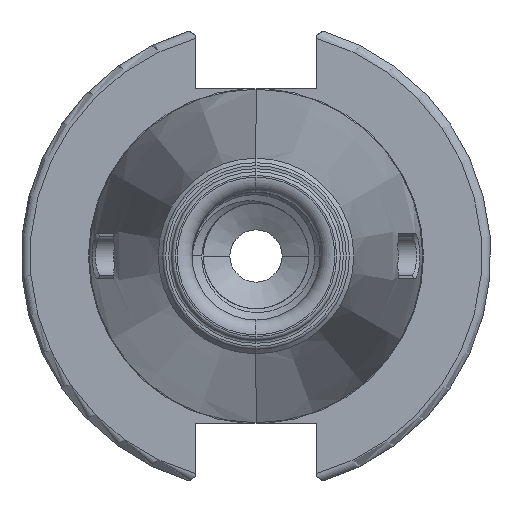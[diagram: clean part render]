
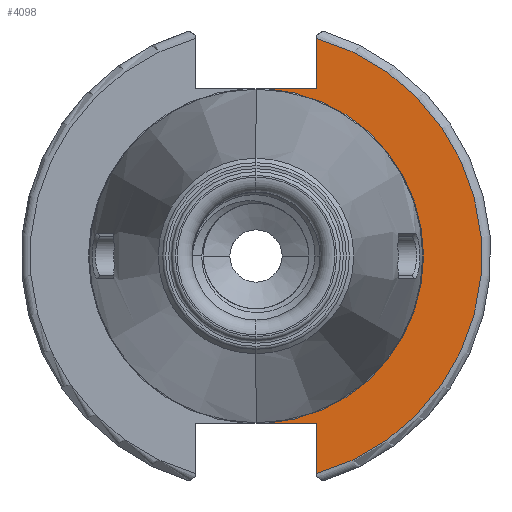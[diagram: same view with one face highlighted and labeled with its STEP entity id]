
A CAD part, left-side view. The second image highlights one B-rep face of the part: STEP entity #4098.
In plain terms, the highlighted planar face has unit normal (-1, 0, 0).
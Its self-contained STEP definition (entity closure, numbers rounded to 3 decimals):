
#3193 = PLANE ( 'NONE',  #5993 ) ;
#3194 = CARTESIAN_POINT ( 'NONE',  ( -5., 22.398, 0. ) ) ;
#3195 = DIRECTION ( 'NONE',  ( 1., 0., 0. ) ) ;
#3196 = DIRECTION ( 'NONE',  ( 0., 0., -1. ) ) ;
#3456 = CARTESIAN_POINT ( 'NONE',  ( -5., 0., 0. ) ) ;
#3457 = LINE ( 'NONE', #3458, #7035 ) ;
#3458 = CARTESIAN_POINT ( 'NONE',  ( -5., -8.075, 0. ) ) ;
#3459 = DIRECTION ( 'NONE',  ( 0., 0., -1. ) ) ;
#3460 = LINE ( 'NONE', #3461, #7037 ) ;
#3461 = CARTESIAN_POINT ( 'NONE',  ( -5., 22.398, -22.35 ) ) ;
#3462 = DIRECTION ( 'NONE',  ( 0., 1., 0. ) ) ;
#3463 = DIRECTION ( 'NONE',  ( -1., 0., 0. ) ) ;
#3464 = DIRECTION ( 'NONE',  ( 0., 0., 1. ) ) ;
#3466 = LINE ( 'NONE', #3467, #7038 ) ;
#3467 = CARTESIAN_POINT ( 'NONE',  ( -5., -8.075, 0. ) ) ;
#3468 = DIRECTION ( 'NONE',  ( 0., 0., 1. ) ) ;
#3469 = LINE ( 'NONE', #3470, #7040 ) ;
#3470 = CARTESIAN_POINT ( 'NONE',  ( -5., 22.398, 22.35 ) ) ;
#3471 = DIRECTION ( 'NONE',  ( 0., -1., 0. ) ) ;
#4031 = EDGE_CURVE ( 'NONE', #4861, #4862, #3457, .T. ) ;
#4032 = EDGE_CURVE ( 'NONE', #4861, #4742, #3460, .T. ) ;
#4033 = EDGE_CURVE ( 'NONE', #4862, #4863, #7528, .T. ) ;
#4034 = EDGE_CURVE ( 'NONE', #4865, #4863, #3466, .T. ) ;
#4035 = EDGE_CURVE ( 'NONE', #4743, #4865, #3469, .T. ) ;
#4098 = ADVANCED_FACE ( 'NONE', ( #5989 ), #3193, .F. ) ;
#4320 = EDGE_CURVE ( 'NONE', #4742, #4743, #7651, .T. ) ;
#4742 = VERTEX_POINT ( 'NONE', #6472 ) ;
#4743 = VERTEX_POINT ( 'NONE', #6473 ) ;
#4861 = VERTEX_POINT ( 'NONE', #6537 ) ;
#4862 = VERTEX_POINT ( 'NONE', #6538 ) ;
#4863 = VERTEX_POINT ( 'NONE', #6539 ) ;
#4865 = VERTEX_POINT ( 'NONE', #6540 ) ;
#5308 = EDGE_LOOP ( 'NONE', ( #7775, #7769, #7766, #7757, #7759, #7773 ) ) ;
#5989 = FACE_OUTER_BOUND ( 'NONE', #5308, .T. ) ;
#5993 = AXIS2_PLACEMENT_3D ( 'NONE', #3194, #3195, #3196 ) ;
#6077 = AXIS2_PLACEMENT_3D ( 'NONE', #8134, #8135, #8136 ) ;
#6472 = CARTESIAN_POINT ( 'NONE',  ( -5., -1.464, -22.35 ) ) ;
#6473 = CARTESIAN_POINT ( 'NONE',  ( -5., -1.464, 22.35 ) ) ;
#6537 = CARTESIAN_POINT ( 'NONE',  ( -5., -8.075, -22.35 ) ) ;
#6538 = CARTESIAN_POINT ( 'NONE',  ( -5., -8.075, -29.1 ) ) ;
#6539 = CARTESIAN_POINT ( 'NONE',  ( -5., -8.075, 29.1 ) ) ;
#6540 = CARTESIAN_POINT ( 'NONE',  ( -5., -8.075, 22.35 ) ) ;
#7035 = VECTOR ( 'NONE', #3459, 1000. ) ;
#7036 = AXIS2_PLACEMENT_3D ( 'NONE', #3456, #3463, #3464 ) ;
#7037 = VECTOR ( 'NONE', #3462, 1000. ) ;
#7038 = VECTOR ( 'NONE', #3468, 1000. ) ;
#7040 = VECTOR ( 'NONE', #3471, 1000. ) ;
#7528 = CIRCLE ( 'NONE', #7036, 30.2 ) ;
#7651 = CIRCLE ( 'NONE', #6077, 22.398 ) ;
#7757 = ORIENTED_EDGE ( 'NONE', *, *, #4034, .F. ) ;
#7759 = ORIENTED_EDGE ( 'NONE', *, *, #4035, .F. ) ;
#7766 = ORIENTED_EDGE ( 'NONE', *, *, #4033, .T. ) ;
#7769 = ORIENTED_EDGE ( 'NONE', *, *, #4031, .T. ) ;
#7773 = ORIENTED_EDGE ( 'NONE', *, *, #4320, .F. ) ;
#7775 = ORIENTED_EDGE ( 'NONE', *, *, #4032, .F. ) ;
#8134 = CARTESIAN_POINT ( 'NONE',  ( -5., 0., 0. ) ) ;
#8135 = DIRECTION ( 'NONE',  ( -1., 0., 0. ) ) ;
#8136 = DIRECTION ( 'NONE',  ( 0., 0., 1. ) ) ;
